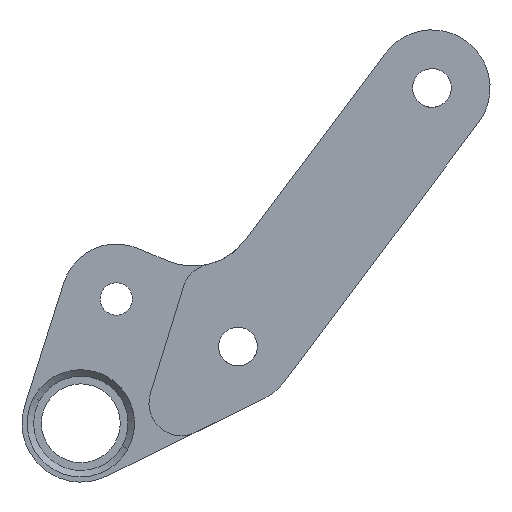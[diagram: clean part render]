
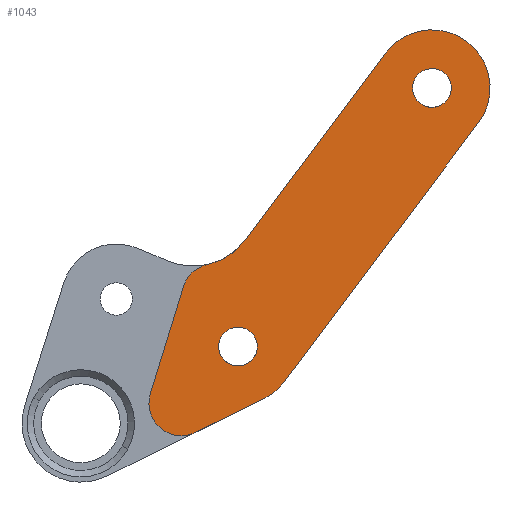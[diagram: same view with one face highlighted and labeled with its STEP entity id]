
A CAD part, front view. The second image highlights one B-rep face of the part: STEP entity #1043.
In plain terms, the highlighted planar face has unit normal (0, -1, 0).
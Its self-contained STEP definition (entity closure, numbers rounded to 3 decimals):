
#119=CARTESIAN_POINT('Vertex',(56.934,0.,152.306)) ;
#122=CARTESIAN_POINT('Axis2P3D Location',(54.301,0.,150.868)) ;
#126=CARTESIAN_POINT('Vertex',(51.301,0.,150.868)) ;
#310=CARTESIAN_POINT('Vertex',(47.099,0.,156.265)) ;
#313=CARTESIAN_POINT('Axis2P3D Location',(54.301,0.,150.868)) ;
#317=CARTESIAN_POINT('Vertex',(61.501,0.,145.468)) ;
#337=CARTESIAN_POINT('Line Origine',(46.501,0.,125.468)) ;
#341=CARTESIAN_POINT('Vertex',(31.501,0.,105.468)) ;
#361=CARTESIAN_POINT('Axis2P3D Location',(24.301,0.,110.868)) ;
#365=CARTESIAN_POINT('Vertex',(28.28,0.,102.796)) ;
#399=CARTESIAN_POINT('Line Origine',(23.012,0.,100.199)) ;
#403=CARTESIAN_POINT('Vertex',(17.744,0.,97.602)) ;
#532=CARTESIAN_POINT('Vertex',(19.573,0.,123.557)) ;
#535=CARTESIAN_POINT('Axis2P3D Location',(17.386,0.,133.315)) ;
#539=CARTESIAN_POINT('Vertex',(25.386,0.,127.315)) ;
#561=CARTESIAN_POINT('Line Origine',(36.243,0.,141.79)) ;
#585=CARTESIAN_POINT('Axis2P3D Location',(15.534,0.,102.087)) ;
#589=CARTESIAN_POINT('Vertex',(10.757,0.,103.564)) ;
#613=CARTESIAN_POINT('Vertex',(15.89,0.,120.156)) ;
#623=CARTESIAN_POINT('Line Origine',(13.323,0.,111.86)) ;
#644=CARTESIAN_POINT('Vertex',(26.933,0.,112.306)) ;
#674=CARTESIAN_POINT('Vertex',(21.301,0.,110.868)) ;
#677=CARTESIAN_POINT('Axis2P3D Location',(24.301,0.,110.868)) ;
#691=CARTESIAN_POINT('Axis2P3D Location',(24.301,0.,110.868)) ;
#876=CARTESIAN_POINT('Axis2P3D Location',(20.666,0.,118.678)) ;
#1014=CARTESIAN_POINT('Axis2P3D Location',(0.,0.,0.)) ;
#1034=CARTESIAN_POINT('Axis2P3D Location',(54.301,0.,150.868)) ;
#123=DIRECTION('Axis2P3D Direction',(0.,1.,0.)) ;
#314=DIRECTION('Axis2P3D Direction',(0.,1.,0.)) ;
#338=DIRECTION('Vector Direction',(-0.6,0.,-0.8)) ;
#362=DIRECTION('Axis2P3D Direction',(0.,1.,0.)) ;
#400=DIRECTION('Vector Direction',(-0.897,0.,-0.442)) ;
#536=DIRECTION('Axis2P3D Direction',(0.,1.,0.)) ;
#562=DIRECTION('Vector Direction',(-0.6,0.,-0.8)) ;
#586=DIRECTION('Axis2P3D Direction',(0.,1.,0.)) ;
#624=DIRECTION('Vector Direction',(-0.296,0.,-0.955)) ;
#678=DIRECTION('Axis2P3D Direction',(0.,1.,0.)) ;
#692=DIRECTION('Axis2P3D Direction',(0.,1.,0.)) ;
#877=DIRECTION('Axis2P3D Direction',(0.,-1.,0.)) ;
#1015=DIRECTION('Axis2P3D Direction',(0.,1.,0.)) ;
#1016=DIRECTION('Axis2P3D XDirection',(-1.,0.,0.)) ;
#1035=DIRECTION('Axis2P3D Direction',(0.,1.,0.)) ;
#124=AXIS2_PLACEMENT_3D('Circle Axis2P3D',#122,#123,$) ;
#315=AXIS2_PLACEMENT_3D('Circle Axis2P3D',#313,#314,$) ;
#363=AXIS2_PLACEMENT_3D('Circle Axis2P3D',#361,#362,$) ;
#537=AXIS2_PLACEMENT_3D('Circle Axis2P3D',#535,#536,$) ;
#587=AXIS2_PLACEMENT_3D('Circle Axis2P3D',#585,#586,$) ;
#679=AXIS2_PLACEMENT_3D('Circle Axis2P3D',#677,#678,$) ;
#693=AXIS2_PLACEMENT_3D('Circle Axis2P3D',#691,#692,$) ;
#878=AXIS2_PLACEMENT_3D('Circle Axis2P3D',#876,#877,$) ;
#1017=AXIS2_PLACEMENT_3D('Plane Axis2P3D',#1014,#1015,#1016) ;
#1036=AXIS2_PLACEMENT_3D('Circle Axis2P3D',#1034,#1035,$) ;
#1020=ORIENTED_EDGE('',*,*,#880,.F.) ;
#1021=ORIENTED_EDGE('',*,*,#627,.F.) ;
#1022=ORIENTED_EDGE('',*,*,#591,.F.) ;
#1023=ORIENTED_EDGE('',*,*,#405,.F.) ;
#1024=ORIENTED_EDGE('',*,*,#367,.F.) ;
#1025=ORIENTED_EDGE('',*,*,#343,.F.) ;
#1026=ORIENTED_EDGE('',*,*,#319,.F.) ;
#1027=ORIENTED_EDGE('',*,*,#565,.F.) ;
#1028=ORIENTED_EDGE('',*,*,#541,.F.) ;
#1031=ORIENTED_EDGE('',*,*,#695,.T.) ;
#1032=ORIENTED_EDGE('',*,*,#681,.T.) ;
#1040=ORIENTED_EDGE('',*,*,#128,.T.) ;
#1041=ORIENTED_EDGE('',*,*,#1038,.T.) ;
#1033=FACE_BOUND('',#1030,.T.) ;
#1042=FACE_BOUND('',#1039,.T.) ;
#339=VECTOR('Line Direction',#338,1.) ;
#401=VECTOR('Line Direction',#400,1.) ;
#563=VECTOR('Line Direction',#562,1.) ;
#625=VECTOR('Line Direction',#624,1.) ;
#1043=ADVANCED_FACE('Corps principal',(#1029,#1033,#1042),#1018,.F.) ;
#125=CIRCLE('generated circle',#124,3.) ;
#316=CIRCLE('generated circle',#315,9.) ;
#364=CIRCLE('generated circle',#363,9.) ;
#538=CIRCLE('generated circle',#537,10.) ;
#588=CIRCLE('generated circle',#587,5.) ;
#680=CIRCLE('generated circle',#679,3.) ;
#694=CIRCLE('generated circle',#693,3.) ;
#879=CIRCLE('generated circle',#878,5.) ;
#1037=CIRCLE('generated circle',#1036,3.) ;
#128=EDGE_CURVE('',#127,#120,#125,.T.) ;
#319=EDGE_CURVE('',#311,#318,#316,.T.) ;
#343=EDGE_CURVE('',#318,#342,#340,.T.) ;
#367=EDGE_CURVE('',#342,#366,#364,.T.) ;
#405=EDGE_CURVE('',#366,#404,#402,.T.) ;
#541=EDGE_CURVE('',#533,#540,#538,.F.) ;
#565=EDGE_CURVE('',#540,#311,#564,.F.) ;
#591=EDGE_CURVE('',#404,#590,#588,.T.) ;
#627=EDGE_CURVE('',#590,#614,#626,.F.) ;
#681=EDGE_CURVE('',#645,#675,#680,.T.) ;
#695=EDGE_CURVE('',#675,#645,#694,.T.) ;
#880=EDGE_CURVE('',#614,#533,#879,.F.) ;
#1038=EDGE_CURVE('',#120,#127,#1037,.T.) ;
#1019=EDGE_LOOP('',(#1020,#1021,#1022,#1023,#1024,#1025,#1026,#1027,#1028)) ;
#1030=EDGE_LOOP('',(#1031,#1032)) ;
#1039=EDGE_LOOP('',(#1040,#1041)) ;
#1029=FACE_OUTER_BOUND('',#1019,.T.) ;
#340=LINE('Line',#337,#339) ;
#402=LINE('Line',#399,#401) ;
#564=LINE('Line',#561,#563) ;
#626=LINE('Line',#623,#625) ;
#1018=PLANE('',#1017) ;
#120=VERTEX_POINT('',#119) ;
#127=VERTEX_POINT('',#126) ;
#311=VERTEX_POINT('',#310) ;
#318=VERTEX_POINT('',#317) ;
#342=VERTEX_POINT('',#341) ;
#366=VERTEX_POINT('',#365) ;
#404=VERTEX_POINT('',#403) ;
#533=VERTEX_POINT('',#532) ;
#540=VERTEX_POINT('',#539) ;
#590=VERTEX_POINT('',#589) ;
#614=VERTEX_POINT('',#613) ;
#645=VERTEX_POINT('',#644) ;
#675=VERTEX_POINT('',#674) ;
